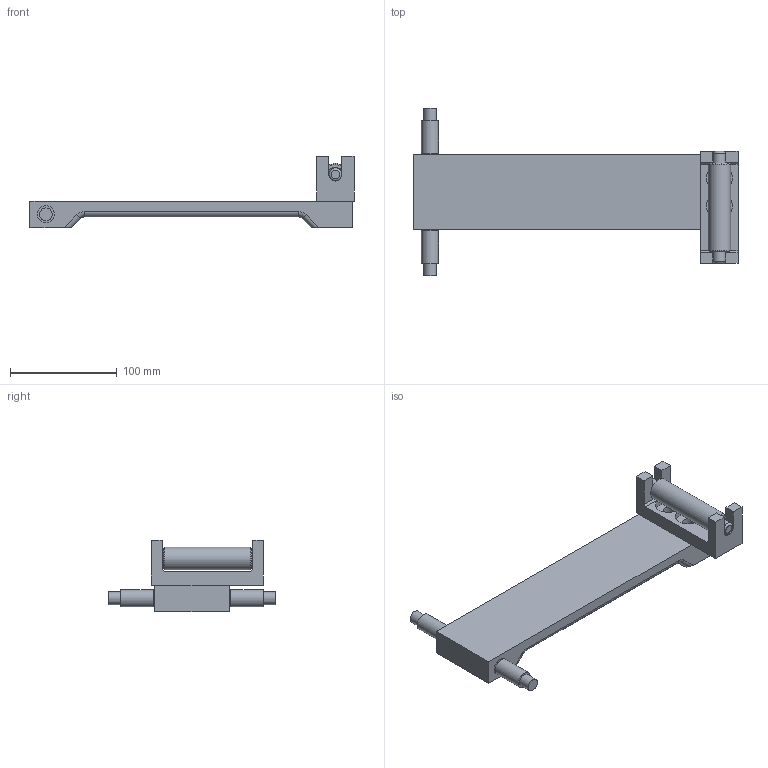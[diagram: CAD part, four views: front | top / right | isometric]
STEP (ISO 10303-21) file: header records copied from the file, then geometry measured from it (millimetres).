
FILE_DESCRIPTION( ( '' ), ' ' );
FILE_NAME( '5ed326999a1f740f8e4cc9fc.step', '2020-05-31T03:38:01', ( '' ), ( '' ), ' ', ' ', ' ' );
FILE_SCHEMA( ( 'AUTOMOTIVE_DESIGN { 1 0 10303 214 1 1 1 1 }' ) );
Length unit declared in the file: metre
Products named in the file (5): Swingarm axis; External Roller; Roller Axis; Roller Support; Swingarm Board
Bounding box: 304 x 157 x 66.8 mm (x, y, z)
Volume: 472217.8 mm3; surface area: 98738.3 mm2
Topology: 5 solids, 5 shells, 79 faces, 171 edges, 110 vertices
Faces by surface type: plane 42, cylinder 27, torus 6, cone 4
Full cylindrical faces by diameter (mm): 8.5 x2, 10.3 x2, 12 x6, 16 x4, 21 x1, 24.5 x2
Entity records: 2732 total; most frequent: DIRECTION 378, CARTESIAN_POINT 338, ORIENTED_EDGE 292, AXIS2_PLACEMENT_3D 148, EDGE_CURVE 146, EDGE_LOOP 122, VERTEX_POINT 108, FACE_OUTER_BOUND 98
